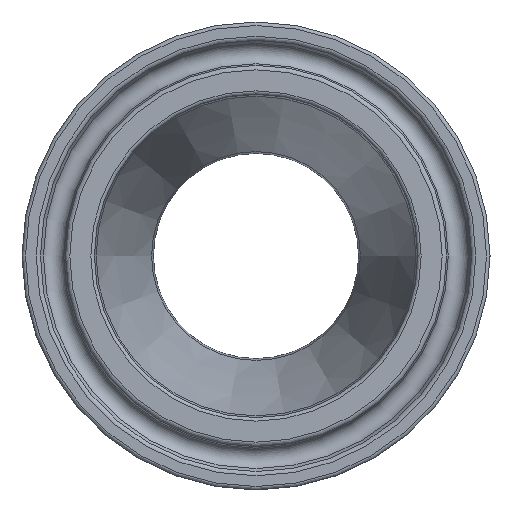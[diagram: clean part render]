
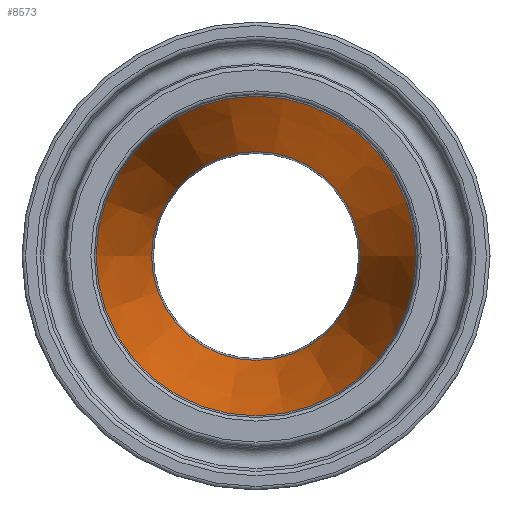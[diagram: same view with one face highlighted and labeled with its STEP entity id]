
A CAD part, left-side view. The second image highlights one B-rep face of the part: STEP entity #8573.
In plain terms, the highlighted conical face has half-angle 14.036 degrees and reference radius 14.224 mm.
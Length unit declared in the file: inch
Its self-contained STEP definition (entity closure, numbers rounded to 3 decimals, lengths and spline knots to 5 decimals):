
#19=CONICAL_SURFACE('',#9142,0.56,14.036);
#174=FACE_BOUND('',#1621,.T.);
#1054=FACE_OUTER_BOUND('',#1620,.T.);
#1620=EDGE_LOOP('',(#7947));
#1621=EDGE_LOOP('',(#7948));
#2256=CIRCLE('',#9141,0.67754);
#2257=CIRCLE('',#9143,0.44246);
#4236=VERTEX_POINT('',#18459);
#4237=VERTEX_POINT('',#18462);
#5475=EDGE_CURVE('',#4236,#4236,#2256,.T.);
#5476=EDGE_CURVE('',#4237,#4237,#2257,.T.);
#7947=ORIENTED_EDGE('',*,*,#5476,.F.);
#7948=ORIENTED_EDGE('',*,*,#5475,.F.);
#8573=ADVANCED_FACE('',(#1054,#174),#19,.F.);
#9141=AXIS2_PLACEMENT_3D('',#18460,#10841,#10842);
#9142=AXIS2_PLACEMENT_3D('',#18461,#10843,#10844);
#9143=AXIS2_PLACEMENT_3D('',#18463,#10845,#10846);
#10841=DIRECTION('center_axis',(1.,0.,0.));
#10842=DIRECTION('ref_axis',(0.,-1.,0.));
#10843=DIRECTION('center_axis',(-1.,0.,0.));
#10844=DIRECTION('ref_axis',(0.,1.,0.));
#10845=DIRECTION('center_axis',(-1.,0.,0.));
#10846=DIRECTION('ref_axis',(0.,-1.,0.));
#18459=CARTESIAN_POINT('',(0.40486,0.67754,0.));
#18460=CARTESIAN_POINT('Origin',(0.40486,0.,0.));
#18461=CARTESIAN_POINT('Origin',(0.875,0.,0.));
#18462=CARTESIAN_POINT('',(1.34514,0.44246,0.));
#18463=CARTESIAN_POINT('Origin',(1.34514,0.,0.));
